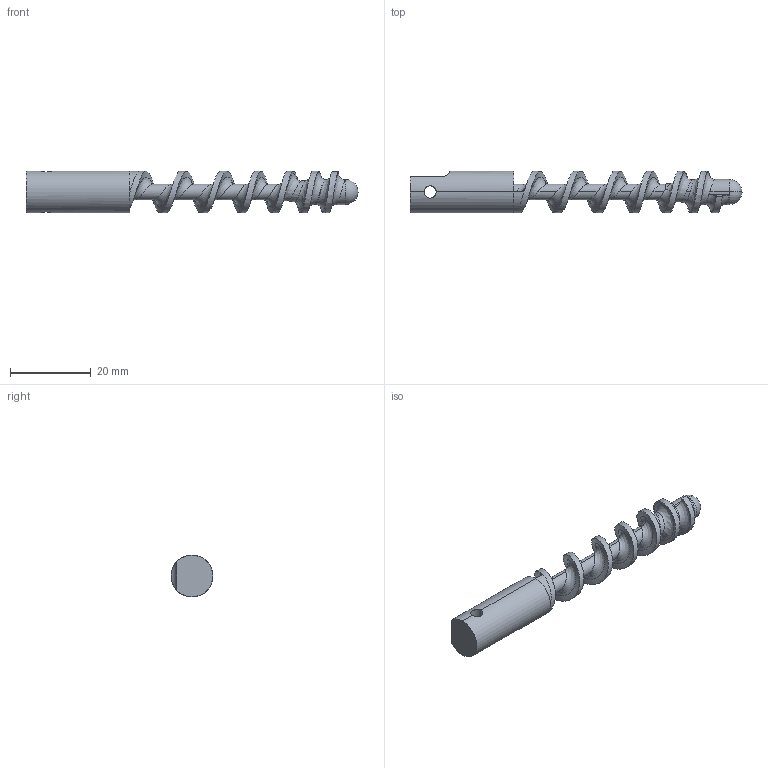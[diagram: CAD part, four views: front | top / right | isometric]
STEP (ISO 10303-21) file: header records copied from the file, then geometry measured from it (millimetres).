
FILE_DESCRIPTION (( 'STEP AP214' ), '1' );
FILE_NAME ('MMPE10042 - AD - Axe d''extrusion inox MMPE MINI v1.STEP', '2025-01-14T17:31:38', ( '' ), ( '' ), 'SwSTEP 2.0', 'SolidWorks 2019', '' );
FILE_SCHEMA (( 'AUTOMOTIVE_DESIGN' ));
Length unit declared in the file: millimetre
Products named in the file (1): MMPE10042 - AD - Axe d''extrusion inox MMPE MINI v1
Bounding box: 82 x 10.3 x 10.3 mm (x, y, z)
Volume: 3712.2 mm3; surface area: 2764.1 mm2
Topology: 1 solids, 1 shells, 42 faces, 127 edges, 83 vertices
Faces by surface type: cylinder 21, bspline 11, plane 5, cone 3, sphere 2
Entity records: 7712 total; most frequent: CARTESIAN_POINT 6732, ORIENTED_EDGE 246, DIRECTION 129, EDGE_CURVE 123, VERTEX_POINT 81, B_SPLINE_CURVE_WITH_KNOTS 75, AXIS2_PLACEMENT_3D 49, FACE_OUTER_BOUND 42
